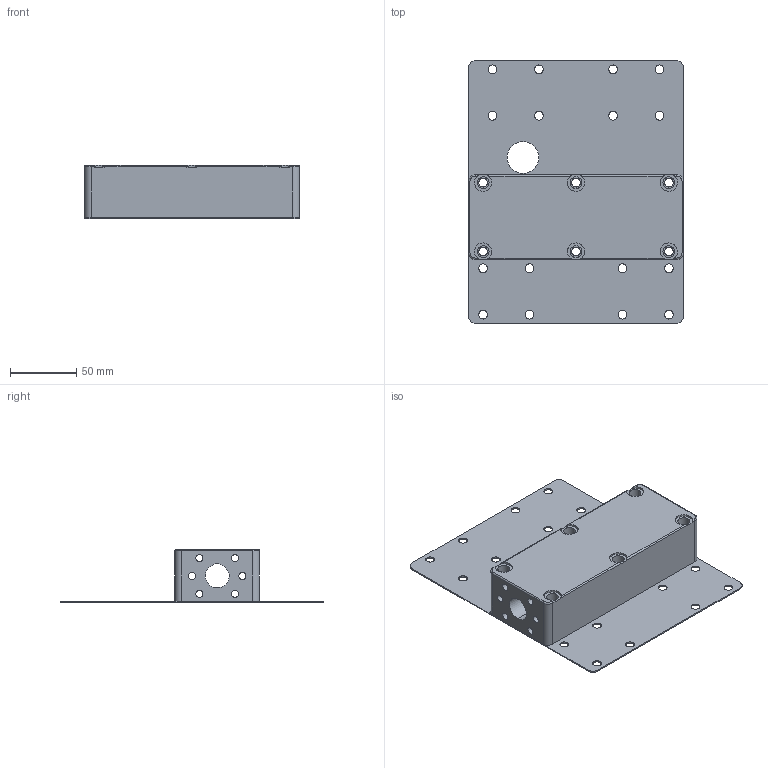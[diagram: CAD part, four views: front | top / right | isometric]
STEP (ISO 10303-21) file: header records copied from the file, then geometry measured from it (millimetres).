
FILE_DESCRIPTION(('FreeCAD Model'),'2;1');
FILE_NAME('Open CASCADE Shape Model','2025-04-29T08:21:26',('Author'),( ''),'Open CASCADE STEP processor 7.8','FreeCAD','Unknown');
FILE_SCHEMA(('AUTOMOTIVE_DESIGN { 1 0 10303 214 1 1 1 1 }'));
Length unit declared in the file: millimetre
Products named in the file (1): Fillet
Bounding box: 162 x 198 x 40 mm (x, y, z)
Volume: 337604.9 mm3; surface area: 112196 mm2
Topology: 1 solids, 1 shells, 106 faces, 296 edges, 199 vertices
Faces by surface type: cylinder 69, plane 33, torus 4
Full cylindrical faces by diameter (mm): 5.4 x6, 6.6 x22, 8.9 x6, 24 x1
Entity records: 3937 total; most frequent: CARTESIAN_POINT 950, DIRECTION 629, ORIENTED_EDGE 592, EDGE_CURVE 296, AXIS2_PLACEMENT_3D 238, VERTEX_POINT 199, FACE_BOUND 173, EDGE_LOOP 173
